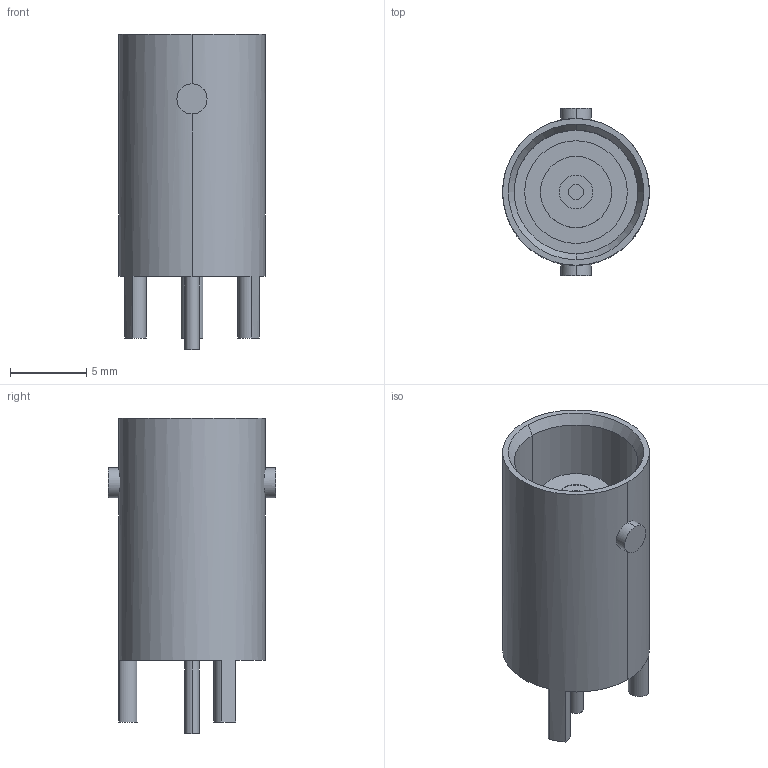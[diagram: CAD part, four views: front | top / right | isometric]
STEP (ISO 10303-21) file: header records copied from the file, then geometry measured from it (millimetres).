
FILE_DESCRIPTION(('FreeCAD Model'),'2;1');
FILE_NAME('Open CASCADE Shape Model','2021-05-22T18:15:46',(''),(''), 'Open CASCADE STEP processor 7.5','FreeCAD','Unknown');
FILE_SCHEMA(('AUTOMOTIVE_DESIGN { 1 0 10303 214 1 1 1 1 }'));
Length unit declared in the file: millimetre
Products named in the file (1): C-5221123-02-3
Bounding box: 9.65 x 11.02 x 20.73 mm (x, y, z)
Volume: 829.9 mm3; surface area: 995.9 mm2
Topology: 1 solids, 1 shells, 39 faces, 84 edges, 54 vertices
Faces by surface type: cylinder 23, plane 14, cone 2
Entity records: 3111 total; most frequent: CARTESIAN_POINT 1090, DIRECTION 348, ORIENTED_EDGE 168, PCURVE 168, DEFINITIONAL_REPRESENTATION 168, LINE 143, VECTOR 143, AXIS2_PLACEMENT_3D 90
